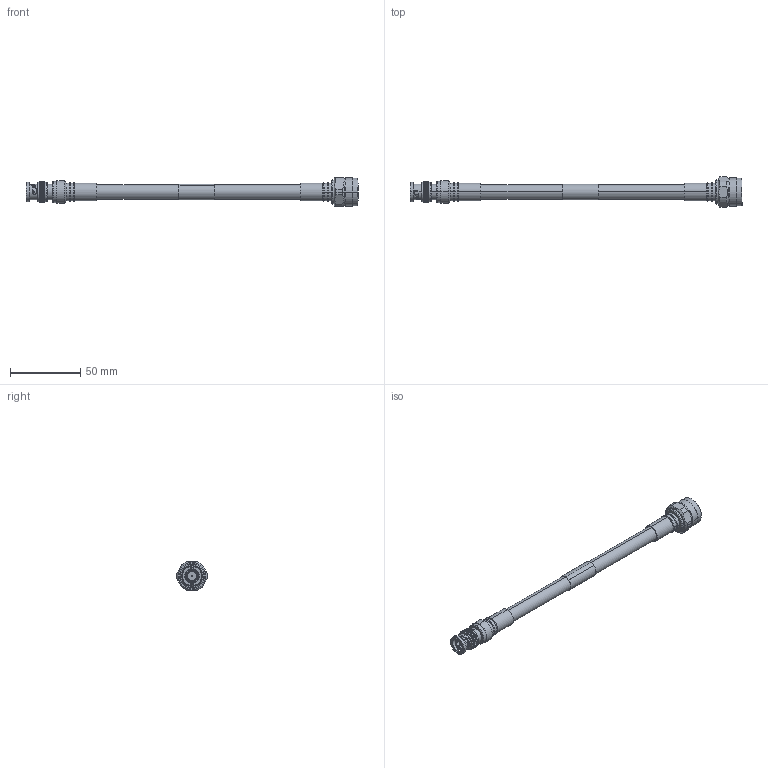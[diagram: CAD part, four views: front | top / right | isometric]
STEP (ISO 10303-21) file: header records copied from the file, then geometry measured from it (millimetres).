
FILE_DESCRIPTION (( 'STEP AP214' ), '1' );
FILE_NAME ('FMCA100023_3D.step', '2024-06-17T20:55:58', ( '' ), ( '' ), 'SwSTEP 2.0', 'SolidWorks 2022', '' );
FILE_SCHEMA (( 'AUTOMOTIVE_DESIGN' ));
Length unit declared in the file: inch
Products named in the file (7): EZ-400-NMH-75-X_body; EZ-400-NMH-75-X_ferrule; 1AW01-003_.431" ID; LMR-400-75; EZ-400-NMH-75-X; FMCA100023_3D; TC-400-BM-75-X_PE
Assembly tree (6 placements, depth 3):
  FMCA100023_3D
    LMR-400-75
    TC-400-BM-75-X_PE
    1AW01-003_.431" ID
    EZ-400-NMH-75-X
      EZ-400-NMH-75-X_body
      EZ-400-NMH-75-X_ferrule
Bounding box: 236.48 x 21.98 x 20.57 mm (x, y, z)
Volume: 23474.7 mm3; surface area: 16529.7 mm2
Topology: 6 solids, 6 shells, 570 faces, 1506 edges, 972 vertices
Faces by surface type: plane 293, cylinder 173, cone 81, torus 23
Entity records: 18688 total; most frequent: CARTESIAN_POINT 4825, ORIENTED_EDGE 3008, DIRECTION 2631, EDGE_CURVE 1504, AXIS2_PLACEMENT_3D 1046, VERTEX_POINT 972, EDGE_LOOP 606, ADVANCED_FACE 570
